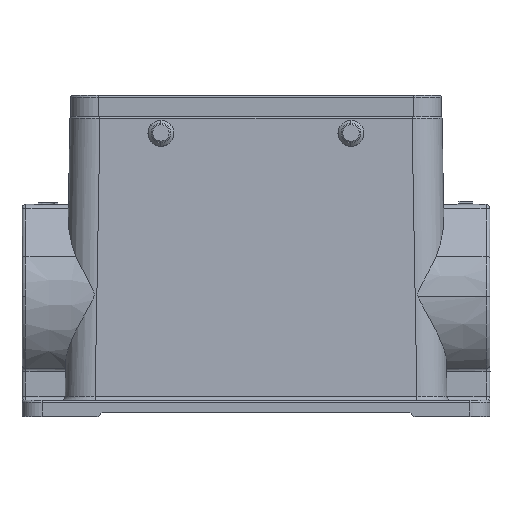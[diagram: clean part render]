
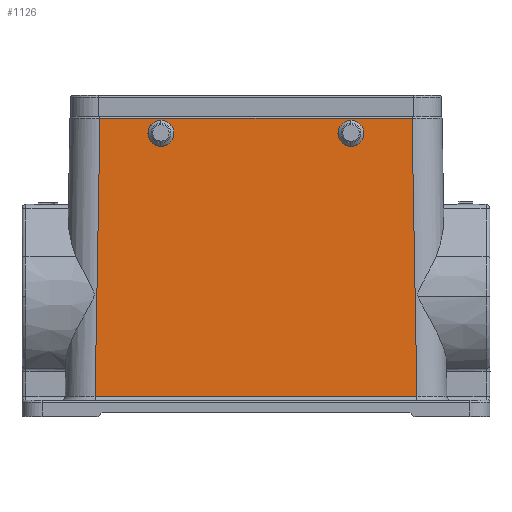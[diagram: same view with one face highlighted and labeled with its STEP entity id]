
A CAD part, top view. The second image highlights one B-rep face of the part: STEP entity #1126.
In plain terms, the highlighted planar face has unit normal (0, 0.018, 1).
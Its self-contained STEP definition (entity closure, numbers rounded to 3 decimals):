
#498=FACE_BOUND('',#2138,.T.);
#499=FACE_BOUND('',#2139,.T.);
#500=FACE_BOUND('',#2140,.T.);
#788=CIRCLE('',#7296,2.95);
#789=CIRCLE('',#7297,2.95);
#790=CIRCLE('',#7298,2.95);
#791=CIRCLE('',#7299,2.95);
#1126=ADVANCED_FACE('NONE',(#498,#499,#500),#1510,.T.);
#1510=PLANE('',#7300);
#2138=EDGE_LOOP('',(#3007,#3008));
#2139=EDGE_LOOP('',(#3009,#3010));
#2140=EDGE_LOOP('',(#3011,#3012,#3013,#3014));
#3007=ORIENTED_EDGE('',*,*,#5556,.F.);
#3008=ORIENTED_EDGE('',*,*,#5557,.T.);
#3009=ORIENTED_EDGE('',*,*,#5558,.F.);
#3010=ORIENTED_EDGE('',*,*,#5559,.T.);
#3011=ORIENTED_EDGE('',*,*,#5480,.F.);
#3012=ORIENTED_EDGE('',*,*,#5560,.T.);
#3013=ORIENTED_EDGE('',*,*,#5437,.F.);
#3014=ORIENTED_EDGE('',*,*,#5460,.F.);
#4742=VERTEX_POINT('',#10794);
#4743=VERTEX_POINT('',#10796);
#4753=VERTEX_POINT('',#10854);
#4766=VERTEX_POINT('',#11125);
#4819=VERTEX_POINT('',#11687);
#4820=VERTEX_POINT('',#11688);
#4821=VERTEX_POINT('',#11691);
#4822=VERTEX_POINT('',#11692);
#5437=EDGE_CURVE('NONE',#4742,#4743,#6382,.T.);
#5460=EDGE_CURVE('NONE',#4753,#4742,#6396,.T.);
#5480=EDGE_CURVE('NONE',#4766,#4753,#6399,.T.);
#5556=EDGE_CURVE('',#4819,#4820,#788,.T.);
#5557=EDGE_CURVE('',#4819,#4820,#789,.T.);
#5558=EDGE_CURVE('',#4821,#4822,#790,.T.);
#5559=EDGE_CURVE('',#4821,#4822,#791,.T.);
#5560=EDGE_CURVE('NONE',#4766,#4743,#6432,.T.);
#6382=LINE('',#10795,#6806);
#6396=LINE('',#10860,#6820);
#6399=LINE('',#11126,#6823);
#6432=LINE('',#11694,#6856);
#6806=VECTOR('',#8166,1.);
#6820=VECTOR('',#8212,1.);
#6823=VECTOR('',#8233,1.);
#6856=VECTOR('',#8340,1.);
#7296=AXIS2_PLACEMENT_3D('',#11686,#8332,#8333);
#7297=AXIS2_PLACEMENT_3D('',#11689,#8334,#8335);
#7298=AXIS2_PLACEMENT_3D('',#11690,#8336,#8337);
#7299=AXIS2_PLACEMENT_3D('',#11693,#8338,#8339);
#7300=AXIS2_PLACEMENT_3D('',#11695,#8341,#8342);
#8166=DIRECTION('',(0.017,-1.,0.017));
#8212=DIRECTION('',(1.,0.,0.));
#8233=DIRECTION('',(0.017,1.,-0.017));
#8332=DIRECTION('',(0.,0.017,1.));
#8333=DIRECTION('',(0.007,-1.,0.017));
#8334=DIRECTION('',(0.,-0.017,-1.));
#8335=DIRECTION('',(-0.007,1.,-0.017));
#8336=DIRECTION('',(0.,0.017,1.));
#8337=DIRECTION('',(0.007,-1.,0.017));
#8338=DIRECTION('',(0.,-0.017,-1.));
#8339=DIRECTION('',(-0.007,1.,-0.017));
#8340=DIRECTION('',(1.,0.,0.));
#8341=DIRECTION('',(0.,0.017,1.));
#8342=DIRECTION('',(0.,-1.,0.017));
#10794=CARTESIAN_POINT('',(39.01,50.509,21.509));
#10795=CARTESIAN_POINT('',(38.997,51.236,21.496));
#10796=CARTESIAN_POINT('',(40.223,-19.017,22.722));
#10854=CARTESIAN_POINT('',(-39.01,50.509,21.509));
#10860=CARTESIAN_POINT('',(-40.458,50.509,21.509));
#11125=CARTESIAN_POINT('',(-40.223,-19.017,22.722));
#11126=CARTESIAN_POINT('',(-38.997,51.236,21.496));
#11686=CARTESIAN_POINT('',(-23.771,46.743,21.574));
#11687=CARTESIAN_POINT('',(-23.771,43.794,21.626));
#11688=CARTESIAN_POINT('',(-23.771,49.693,21.523));
#11689=CARTESIAN_POINT('',(-23.771,46.743,21.574));
#11690=CARTESIAN_POINT('',(23.748,46.734,21.574));
#11691=CARTESIAN_POINT('',(23.748,43.785,21.626));
#11692=CARTESIAN_POINT('',(23.748,49.684,21.523));
#11693=CARTESIAN_POINT('',(23.748,46.734,21.574));
#11694=CARTESIAN_POINT('',(-49.298,-19.017,22.722));
#11695=CARTESIAN_POINT('',(-49.298,51.,21.5));
